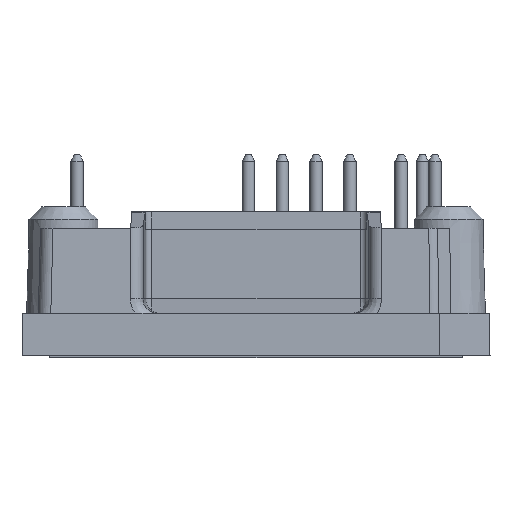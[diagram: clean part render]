
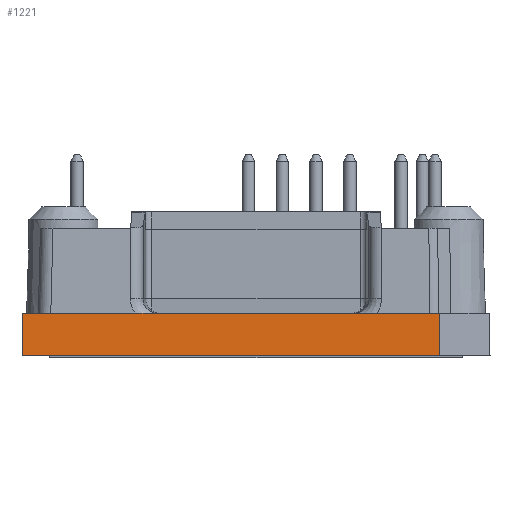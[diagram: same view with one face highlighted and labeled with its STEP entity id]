
A CAD part, left-side view. The second image highlights one B-rep face of the part: STEP entity #1221.
In plain terms, the highlighted planar face has unit normal (-1, 0, 0.018).
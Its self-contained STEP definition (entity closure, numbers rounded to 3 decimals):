
#1221 = ADVANCED_FACE( '', ( #2802 ), #2803, .T. );
#2802 = FACE_OUTER_BOUND( '', #4695, .T. );
#2803 = PLANE( '', #4696 );
#4695 = EDGE_LOOP( '', ( #7910, #7911, #7912, #7913 ) );
#4696 = AXIS2_PLACEMENT_3D( '', #7914, #7915, #7916 );
#7910 = ORIENTED_EDGE( '', *, *, #9972, .T. );
#7911 = ORIENTED_EDGE( '', *, *, #9640, .F. );
#7912 = ORIENTED_EDGE( '', *, *, #9973, .T. );
#7913 = ORIENTED_EDGE( '', *, *, #9840, .T. );
#7914 = CARTESIAN_POINT( '', ( -41., 0., 0. ) );
#7915 = DIRECTION( '', ( -1., 0., 0.017 ) );
#7916 = DIRECTION( '', ( 0.017, 0., 1. ) );
#9640 = EDGE_CURVE( '', #11324, #11326, #11327, .F. );
#9840 = EDGE_CURVE( '', #11610, #11611, #11612, .F. );
#9972 = EDGE_CURVE( '', #11611, #11326, #11783, .F. );
#9973 = EDGE_CURVE( '', #11324, #11610, #11784, .T. );
#11324 = VERTEX_POINT( '', #13387 );
#11326 = VERTEX_POINT( '', #13390 );
#11327 = LINE( '', #13391, #13392 );
#11610 = VERTEX_POINT( '', #13869 );
#11611 = VERTEX_POINT( '', #13870 );
#11612 = LINE( '', #13871, #13872 );
#11783 = LINE( '', #14067, #14068 );
#11784 = LINE( '', #14069, #14070 );
#13387 = CARTESIAN_POINT( '', ( -40.941, 18.641, 3.4 ) );
#13390 = CARTESIAN_POINT( '', ( -40.941, -14.675, 3.4 ) );
#13391 = CARTESIAN_POINT( '', ( -40.941, 0., 3.4 ) );
#13392 = VECTOR( '', #15412, 1000. );
#13869 = CARTESIAN_POINT( '', ( -41., 18.7, 0. ) );
#13870 = CARTESIAN_POINT( '', ( -41., -14.7, 0. ) );
#13871 = CARTESIAN_POINT( '', ( -41., 0., 0. ) );
#13872 = VECTOR( '', #15660, 1000. );
#14067 = CARTESIAN_POINT( '', ( -40.998, -14.699, 0.134 ) );
#14068 = VECTOR( '', #15799, 1000. );
#14069 = CARTESIAN_POINT( '', ( -40.994, 18.694, 0.326 ) );
#14070 = VECTOR( '', #15800, 1000. );
#15412 = DIRECTION( '', ( 0., 1., 0. ) );
#15660 = DIRECTION( '', ( 0., 1., 0. ) );
#15799 = DIRECTION( '', ( -0.017, -0.007, -1. ) );
#15800 = DIRECTION( '', ( -0.017, 0.017, -1. ) );
